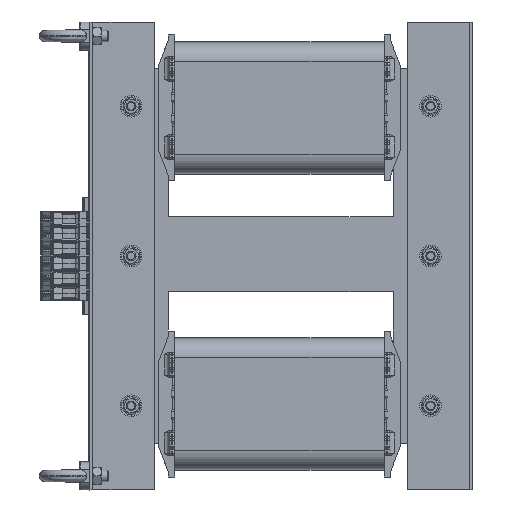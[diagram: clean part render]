
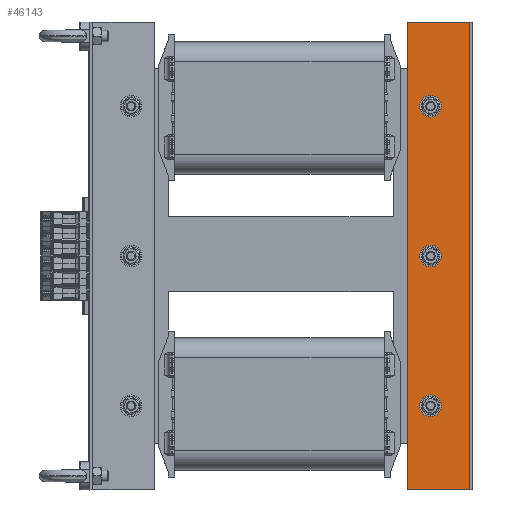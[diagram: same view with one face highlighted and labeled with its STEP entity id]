
A CAD part, front view. The second image highlights one B-rep face of the part: STEP entity #46143.
In plain terms, the highlighted face is planar.
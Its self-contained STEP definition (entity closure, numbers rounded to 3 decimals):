
#3566=FACE_BOUND('',#9632,.T.);
#3567=FACE_BOUND('',#9633,.T.);
#3568=FACE_BOUND('',#9634,.T.);
#4220=CIRCLE('',#49616,6.5);
#4231=CIRCLE('',#49641,6.5);
#4232=CIRCLE('',#49643,6.5);
#7030=FACE_OUTER_BOUND('',#9631,.T.);
#9631=EDGE_LOOP('',(#35644,#35645,#35646,#35647));
#9632=EDGE_LOOP('',(#35648));
#9633=EDGE_LOOP('',(#35649));
#9634=EDGE_LOOP('',(#35650));
#13026=LINE('',#72852,#17457);
#13029=LINE('',#72858,#17460);
#13034=LINE('',#72877,#17465);
#13036=LINE('',#72880,#17467);
#17457=VECTOR('',#57280,10.);
#17460=VECTOR('',#57285,10.);
#17465=VECTOR('',#57306,10.);
#17467=VECTOR('',#57310,10.);
#21608=VERTEX_POINT('',#72797);
#21622=VERTEX_POINT('',#72837);
#21623=VERTEX_POINT('',#72841);
#21626=VERTEX_POINT('',#72856);
#21630=VERTEX_POINT('',#72868);
#21631=VERTEX_POINT('',#72872);
#21632=VERTEX_POINT('',#72876);
#26604=EDGE_CURVE('',#21608,#21608,#4220,.T.);
#26630=EDGE_CURVE('',#21622,#21623,#13026,.T.);
#26633=EDGE_CURVE('',#21626,#21623,#13029,.T.);
#26639=EDGE_CURVE('',#21630,#21630,#4231,.T.);
#26641=EDGE_CURVE('',#21631,#21631,#4232,.T.);
#26642=EDGE_CURVE('',#21632,#21626,#13034,.T.);
#26644=EDGE_CURVE('',#21622,#21632,#13036,.T.);
#35644=ORIENTED_EDGE('',*,*,#26630,.T.);
#35645=ORIENTED_EDGE('',*,*,#26633,.F.);
#35646=ORIENTED_EDGE('',*,*,#26642,.F.);
#35647=ORIENTED_EDGE('',*,*,#26644,.F.);
#35648=ORIENTED_EDGE('',*,*,#26604,.T.);
#35649=ORIENTED_EDGE('',*,*,#26639,.T.);
#35650=ORIENTED_EDGE('',*,*,#26641,.T.);
#44303=PLANE('',#49646);
#46143=ADVANCED_FACE('',(#7030,#3566,#3567,#3568),#44303,.T.);
#49616=AXIS2_PLACEMENT_3D('',#72799,#57223,#57224);
#49641=AXIS2_PLACEMENT_3D('',#72870,#57297,#57298);
#49643=AXIS2_PLACEMENT_3D('',#72874,#57302,#57303);
#49646=AXIS2_PLACEMENT_3D('',#72881,#57311,#57312);
#57223=DIRECTION('center_axis',(0.,-1.,0.));
#57224=DIRECTION('ref_axis',(-1.,0.,0.));
#57280=DIRECTION('',(0.,0.,1.));
#57285=DIRECTION('',(-1.,0.,0.));
#57297=DIRECTION('center_axis',(0.,-1.,0.));
#57298=DIRECTION('ref_axis',(1.,0.,0.));
#57302=DIRECTION('center_axis',(0.,-1.,0.));
#57303=DIRECTION('ref_axis',(1.,0.,0.));
#57306=DIRECTION('',(0.,0.,1.));
#57310=DIRECTION('',(1.,0.,0.));
#57311=DIRECTION('center_axis',(0.,1.,0.));
#57312=DIRECTION('ref_axis',(0.,0.,1.));
#72797=CARTESIAN_POINT('',(-18.5,3.,410.));
#72799=CARTESIAN_POINT('Origin',(-25.,3.,410.));
#72837=CARTESIAN_POINT('',(-66.999,3.,0.));
#72841=CARTESIAN_POINT('',(-66.999,3.,500.));
#72852=CARTESIAN_POINT('',(-66.999,3.,375.));
#72856=CARTESIAN_POINT('',(0.,3.,500.));
#72858=CARTESIAN_POINT('',(-70.,3.,500.));
#72868=CARTESIAN_POINT('',(-31.5,3.,90.));
#72870=CARTESIAN_POINT('Origin',(-25.,3.,90.));
#72872=CARTESIAN_POINT('',(-31.5,3.,250.));
#72874=CARTESIAN_POINT('Origin',(-25.,3.,250.));
#72876=CARTESIAN_POINT('',(0.,3.,0.));
#72877=CARTESIAN_POINT('',(0.,3.,500.));
#72880=CARTESIAN_POINT('',(0.,3.,0.));
#72881=CARTESIAN_POINT('Origin',(-35.,3.,250.));
